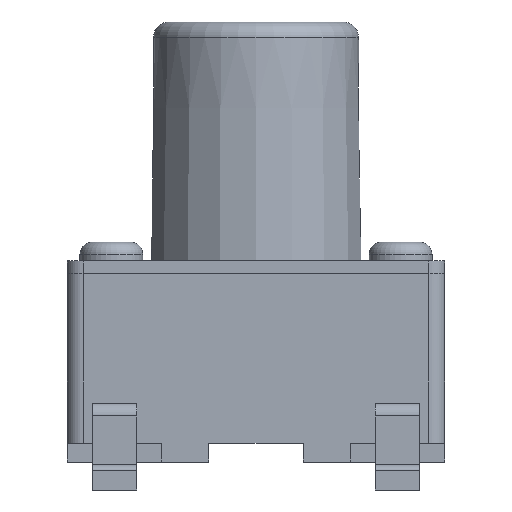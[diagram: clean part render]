
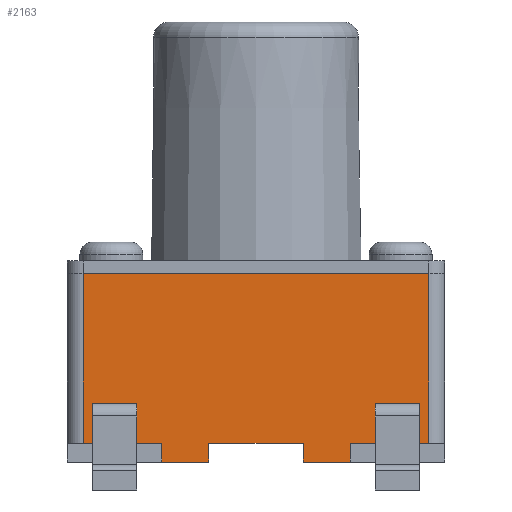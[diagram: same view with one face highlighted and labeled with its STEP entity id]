
A CAD part, left-side view. The second image highlights one B-rep face of the part: STEP entity #2163.
In plain terms, the highlighted planar face has unit normal (-1, 0, 0).
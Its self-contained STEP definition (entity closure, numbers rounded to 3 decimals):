
#181=FACE_OUTER_BOUND('',#309,.T.);
#309=EDGE_LOOP('',(#1534,#1535,#1536,#1537,#1538,#1539,#1540,#1541,#1542,
#1543,#1544,#1545));
#451=LINE('',#3244,#684);
#457=LINE('',#3256,#690);
#459=LINE('',#3259,#692);
#463=LINE('',#3268,#696);
#468=LINE('',#3280,#701);
#474=LINE('',#3294,#707);
#477=LINE('',#3301,#710);
#485=LINE('',#3319,#718);
#490=LINE('',#3327,#723);
#491=LINE('',#3329,#724);
#492=LINE('',#3330,#725);
#493=LINE('',#3331,#726);
#684=VECTOR('',#2574,10.);
#690=VECTOR('',#2582,10.);
#692=VECTOR('',#2586,10.);
#696=VECTOR('',#2592,10.);
#701=VECTOR('',#2603,10.);
#707=VECTOR('',#2613,10.);
#710=VECTOR('',#2620,10.);
#718=VECTOR('',#2638,10.);
#723=VECTOR('',#2647,10.);
#724=VECTOR('',#2648,10.);
#725=VECTOR('',#2649,10.);
#726=VECTOR('',#2650,10.);
#908=VERTEX_POINT('',#3240);
#910=VERTEX_POINT('',#3243);
#913=VERTEX_POINT('',#3250);
#915=VERTEX_POINT('',#3254);
#917=VERTEX_POINT('',#3262);
#919=VERTEX_POINT('',#3266);
#923=VERTEX_POINT('',#3278);
#928=VERTEX_POINT('',#3291);
#929=VERTEX_POINT('',#3293);
#931=VERTEX_POINT('',#3298);
#936=VERTEX_POINT('',#3317);
#938=VERTEX_POINT('',#3328);
#1131=EDGE_CURVE('',#910,#908,#451,.T.);
#1137=EDGE_CURVE('',#913,#915,#457,.T.);
#1139=EDGE_CURVE('',#915,#910,#459,.T.);
#1143=EDGE_CURVE('',#917,#919,#463,.T.);
#1149=EDGE_CURVE('',#919,#923,#468,.T.);
#1155=EDGE_CURVE('',#929,#928,#474,.T.);
#1159=EDGE_CURVE('',#931,#929,#477,.T.);
#1169=EDGE_CURVE('',#936,#923,#485,.T.);
#1174=EDGE_CURVE('',#908,#917,#490,.T.);
#1175=EDGE_CURVE('',#938,#936,#491,.T.);
#1176=EDGE_CURVE('',#931,#938,#492,.T.);
#1177=EDGE_CURVE('',#928,#913,#493,.T.);
#1534=ORIENTED_EDGE('',*,*,#1137,.T.);
#1535=ORIENTED_EDGE('',*,*,#1139,.T.);
#1536=ORIENTED_EDGE('',*,*,#1131,.T.);
#1537=ORIENTED_EDGE('',*,*,#1174,.T.);
#1538=ORIENTED_EDGE('',*,*,#1143,.T.);
#1539=ORIENTED_EDGE('',*,*,#1149,.T.);
#1540=ORIENTED_EDGE('',*,*,#1169,.F.);
#1541=ORIENTED_EDGE('',*,*,#1175,.F.);
#1542=ORIENTED_EDGE('',*,*,#1176,.F.);
#1543=ORIENTED_EDGE('',*,*,#1159,.T.);
#1544=ORIENTED_EDGE('',*,*,#1155,.T.);
#1545=ORIENTED_EDGE('',*,*,#1177,.T.);
#2067=PLANE('',#2321);
#2163=ADVANCED_FACE('',(#181),#2067,.T.);
#2321=AXIS2_PLACEMENT_3D('',#3326,#2645,#2646);
#2574=DIRECTION('',(0.,0.,-1.));
#2582=DIRECTION('',(0.,0.,1.));
#2586=DIRECTION('',(0.,-1.,0.));
#2592=DIRECTION('',(0.,0.,1.));
#2603=DIRECTION('',(0.,-1.,0.));
#2613=DIRECTION('',(0.,0.,-1.));
#2620=DIRECTION('',(0.,-1.,0.));
#2638=DIRECTION('',(0.,0.,-1.));
#2645=DIRECTION('center_axis',(-1.,0.,0.));
#2646=DIRECTION('ref_axis',(0.,-1.,0.));
#2647=DIRECTION('',(0.,-1.,0.));
#2648=DIRECTION('',(0.,-1.,0.));
#2649=DIRECTION('',(0.,0.,1.));
#2650=DIRECTION('',(0.,-1.,0.));
#3240=CARTESIAN_POINT('',(-3.,-0.75,0.));
#3243=CARTESIAN_POINT('',(-3.,-0.75,0.3));
#3244=CARTESIAN_POINT('',(-3.,-0.75,0.));
#3250=CARTESIAN_POINT('',(-3.,0.75,0.));
#3254=CARTESIAN_POINT('',(-3.,0.75,0.3));
#3256=CARTESIAN_POINT('',(-3.,0.75,0.));
#3259=CARTESIAN_POINT('',(-3.,1.5,0.3));
#3262=CARTESIAN_POINT('',(-3.,-1.5,0.));
#3266=CARTESIAN_POINT('',(-3.,-1.5,0.3));
#3268=CARTESIAN_POINT('',(-3.,-1.5,0.));
#3278=CARTESIAN_POINT('',(-3.,-2.75,0.3));
#3280=CARTESIAN_POINT('',(-3.,0.375,0.3));
#3291=CARTESIAN_POINT('',(-3.,1.5,0.));
#3293=CARTESIAN_POINT('',(-3.,1.5,0.3));
#3294=CARTESIAN_POINT('',(-3.,1.5,0.));
#3298=CARTESIAN_POINT('',(-3.,2.75,0.3));
#3301=CARTESIAN_POINT('',(-3.,2.625,0.3));
#3317=CARTESIAN_POINT('',(-3.,-2.75,3.));
#3319=CARTESIAN_POINT('',(-3.,-2.75,0.));
#3326=CARTESIAN_POINT('Origin',(-3.,3.,0.));
#3327=CARTESIAN_POINT('',(-3.,3.,0.));
#3328=CARTESIAN_POINT('',(-3.,2.75,3.));
#3329=CARTESIAN_POINT('',(-3.,3.,3.));
#3330=CARTESIAN_POINT('',(-3.,2.75,0.));
#3331=CARTESIAN_POINT('',(-3.,3.,0.));
